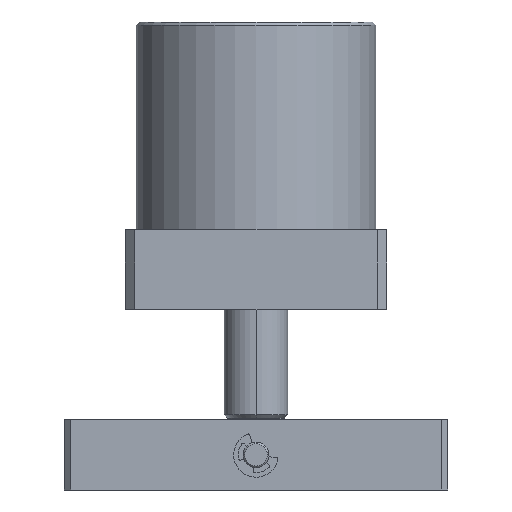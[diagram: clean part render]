
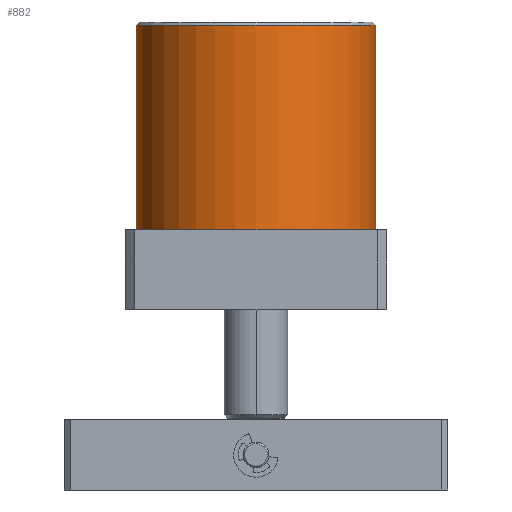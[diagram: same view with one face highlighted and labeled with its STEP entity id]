
A CAD part, front view. The second image highlights one B-rep face of the part: STEP entity #882.
In plain terms, the highlighted cylindrical face has radius 37.5 mm (diameter 75 mm), a partial arc.
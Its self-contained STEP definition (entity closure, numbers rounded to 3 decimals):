
#84 = FACE_OUTER_BOUND ( 'NONE', #4833, .T. ) ;
#93 = CYLINDRICAL_SURFACE ( 'NONE', #5717, 37.5 ) ;
#357 = VERTEX_POINT ( 'NONE', #4447 ) ;
#380 = VERTEX_POINT ( 'NONE', #4797 ) ;
#383 = VERTEX_POINT ( 'NONE', #4786 ) ;
#882 = ADVANCED_FACE ( 'NONE', ( #84 ), #93, .T. ) ;
#1246 = CIRCLE ( 'NONE', #5855, 37.5 ) ;
#1297 = CIRCLE ( 'NONE', #5865, 37.5 ) ;
#2297 = ORIENTED_EDGE ( 'NONE', *, *, #5665, .F. ) ;
#2298 = ORIENTED_EDGE ( 'NONE', *, *, #2973, .T. ) ;
#2299 = ORIENTED_EDGE ( 'NONE', *, *, #5667, .T. ) ;
#2300 = ORIENTED_EDGE ( 'NONE', *, *, #2937, .T. ) ;
#2624 = VERTEX_POINT ( 'NONE', #3324 ) ;
#2678 = CARTESIAN_POINT ( 'NONE',  ( 0., 0., 90. ) ) ;
#2680 = DIRECTION ( 'NONE',  ( 0., 0., -1. ) ) ;
#2683 = DIRECTION ( 'NONE',  ( -1., 0., 0. ) ) ;
#2937 = EDGE_CURVE ( 'NONE', #2624, #380, #1246, .T. ) ;
#2973 = EDGE_CURVE ( 'NONE', #357, #383, #1297, .T. ) ;
#3324 = CARTESIAN_POINT ( 'NONE',  ( -37.5, 0., 25. ) ) ;
#3496 = LINE ( 'NONE', #4406, #3499 ) ;
#3499 = VECTOR ( 'NONE', #4407, 1000. ) ;
#3500 = LINE ( 'NONE', #4401, #3502 ) ;
#3502 = VECTOR ( 'NONE', #4402, 1000. ) ;
#4401 = CARTESIAN_POINT ( 'NONE',  ( -37.5, 0., 90. ) ) ;
#4402 = DIRECTION ( 'NONE',  ( 0., 0., -1. ) ) ;
#4406 = CARTESIAN_POINT ( 'NONE',  ( 37.5, 0., 90. ) ) ;
#4407 = DIRECTION ( 'NONE',  ( 0., 0., -1. ) ) ;
#4447 = CARTESIAN_POINT ( 'NONE',  ( 37.5, 0., 89. ) ) ;
#4786 = CARTESIAN_POINT ( 'NONE',  ( -37.5, 0., 89. ) ) ;
#4797 = CARTESIAN_POINT ( 'NONE',  ( 37.5, 0., 25. ) ) ;
#4833 = EDGE_LOOP ( 'NONE', ( #2297, #2298, #2299, #2300 ) ) ;
#5665 = EDGE_CURVE ( 'NONE', #357, #380, #3496, .T. ) ;
#5667 = EDGE_CURVE ( 'NONE', #383, #2624, #3500, .T. ) ;
#5717 = AXIS2_PLACEMENT_3D ( 'NONE', #2678, #2680, #2683 ) ;
#5855 = AXIS2_PLACEMENT_3D ( 'NONE', #7154, #7155, #7156 ) ;
#5865 = AXIS2_PLACEMENT_3D ( 'NONE', #7252, #7253, #7254 ) ;
#7154 = CARTESIAN_POINT ( 'NONE',  ( 0., 0., 25. ) ) ;
#7155 = DIRECTION ( 'NONE',  ( 0., 0., 1. ) ) ;
#7156 = DIRECTION ( 'NONE',  ( 1., 0., 0. ) ) ;
#7252 = CARTESIAN_POINT ( 'NONE',  ( 0., 0., 89. ) ) ;
#7253 = DIRECTION ( 'NONE',  ( 0., 0., -1. ) ) ;
#7254 = DIRECTION ( 'NONE',  ( 1., 0., 0. ) ) ;
